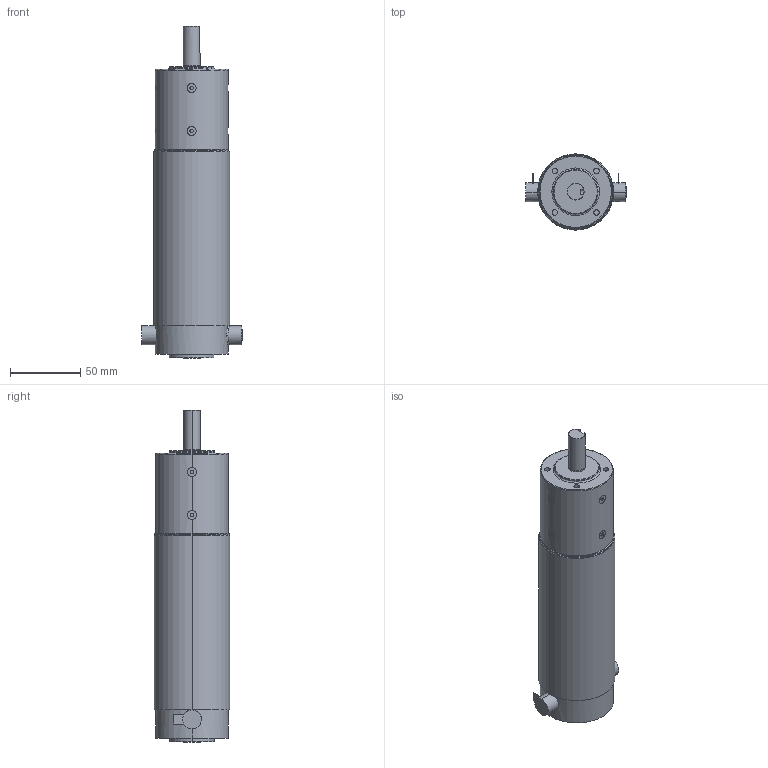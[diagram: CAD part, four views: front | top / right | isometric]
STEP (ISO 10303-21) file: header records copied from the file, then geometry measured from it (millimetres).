
FILE_DESCRIPTION (( 'STEP AP214' ), '1' );
FILE_NAME ('RMCS-2076 Motor.STEP', '2023-01-31T14:20:47', ( '' ), ( '' ), 'SwSTEP 2.0', 'SolidWorks 2022', '' );
FILE_SCHEMA (( 'AUTOMOTIVE_DESIGN' ));
Length unit declared in the file: millimetre
Products named in the file (1): RMCS-2076 Motor
Bounding box: 71.67 x 54.23 x 236.94 mm (x, y, z)
Volume: 463616 mm3; surface area: 42027.6 mm2
Topology: 1 solids, 1 shells, 136 faces, 287 edges, 183 vertices
Faces by surface type: cylinder 73, plane 49, torus 10, bspline 2, cone 2
Entity records: 6019 total; most frequent: CARTESIAN_POINT 2738, DIRECTION 675, ORIENTED_EDGE 574, EDGE_CURVE 287, AXIS2_PLACEMENT_3D 284, VERTEX_POINT 183, EDGE_LOOP 166, CIRCLE 149
